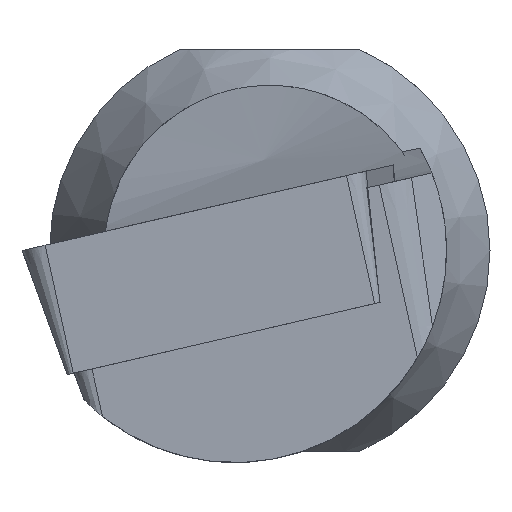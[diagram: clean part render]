
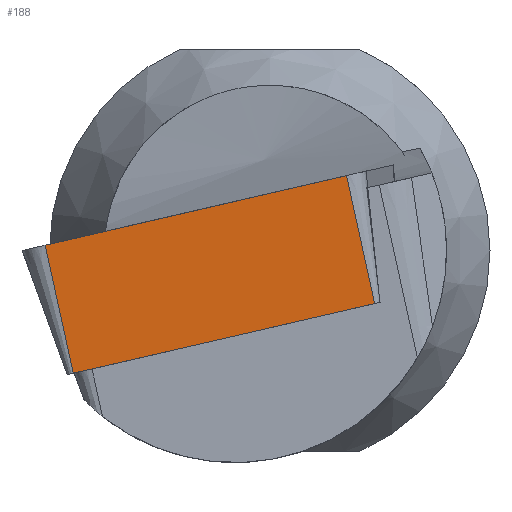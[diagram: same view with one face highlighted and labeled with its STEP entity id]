
A CAD part, left-side view. The second image highlights one B-rep face of the part: STEP entity #188.
In plain terms, the highlighted planar face has unit normal (-0.989, -0.11, -0.1).
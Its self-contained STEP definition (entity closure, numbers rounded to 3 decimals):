
#188=ADVANCED_FACE('43808307-c037-4495-a3bd-141c4fd542b0',(#233),#205,.T.);
#205=PLANE('',#684);
#233=FACE_OUTER_BOUND('',#267,.T.);
#267=EDGE_LOOP('',(#418,#419,#420,#421));
#418=ORIENTED_EDGE('',*,*,#560,.F.);
#419=ORIENTED_EDGE('',*,*,#559,.T.);
#420=ORIENTED_EDGE('',*,*,#561,.T.);
#421=ORIENTED_EDGE('',*,*,#539,.F.);
#473=VERTEX_POINT('',#1681);
#474=VERTEX_POINT('',#1683);
#486=VERTEX_POINT('',#1719);
#487=VERTEX_POINT('',#1721);
#539=EDGE_CURVE('',#473,#474,#583,.T.);
#559=EDGE_CURVE('',#486,#487,#596,.T.);
#560=EDGE_CURVE('',#486,#473,#597,.T.);
#561=EDGE_CURVE('',#487,#474,#598,.T.);
#583=LINE('',#1682,#620);
#596=LINE('',#1722,#633);
#597=LINE('',#1724,#634);
#598=LINE('',#1725,#635);
#620=VECTOR('',#776,1.);
#633=VECTOR('',#815,1.);
#634=VECTOR('',#818,1.);
#635=VECTOR('',#819,1.);
#684=AXIS2_PLACEMENT_3D('',#1726,#820,#821);
#776=DIRECTION('',(0.121,-0.213,-0.969));
#815=DIRECTION('',(0.121,-0.213,-0.969));
#818=DIRECTION('',(0.085,-0.971,0.224));
#819=DIRECTION('',(0.085,-0.971,0.224));
#820=DIRECTION('',(-0.989,-0.11,-0.1));
#821=DIRECTION('',(-0.085,0.971,-0.224));
#1681=CARTESIAN_POINT('',(0.479,-1.394,1.36));
#1682=CARTESIAN_POINT('',(0.479,-1.394,1.36));
#1683=CARTESIAN_POINT('',(0.77,-1.905,-0.965));
#1719=CARTESIAN_POINT('',(0.,4.077,0.097));
#1721=CARTESIAN_POINT('',(0.292,3.566,-2.228));
#1722=CARTESIAN_POINT('',(0.,4.077,0.097));
#1724=CARTESIAN_POINT('',(0.479,-1.394,1.36));
#1725=CARTESIAN_POINT('',(0.77,-1.905,-0.965));
#1726=CARTESIAN_POINT('',(0.479,-1.394,1.36));
